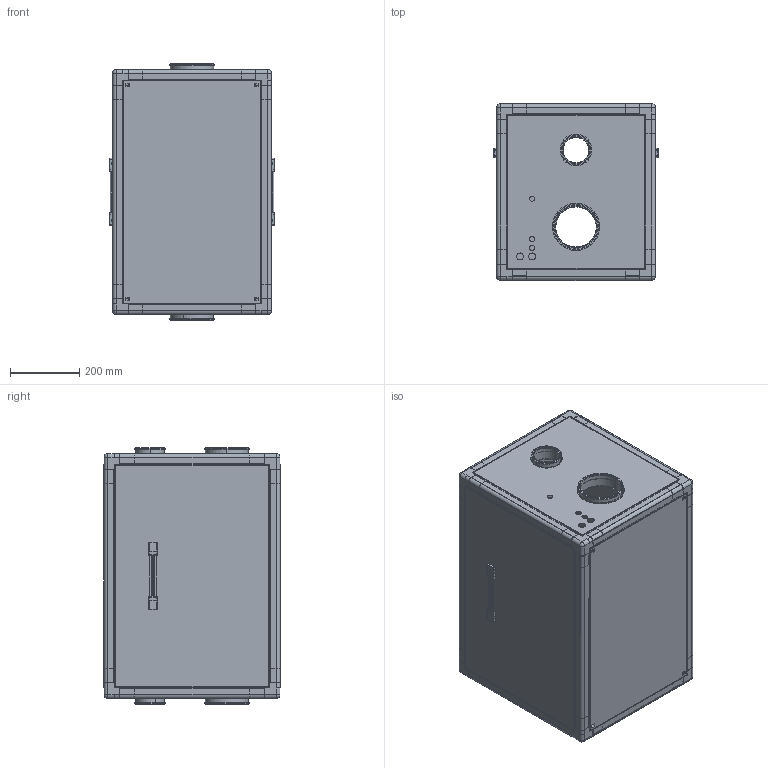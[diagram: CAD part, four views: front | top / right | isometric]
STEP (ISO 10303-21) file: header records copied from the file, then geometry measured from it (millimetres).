
FILE_DESCRIPTION (( 'STEP AP214' ), '1' );
FILE_NAME ('Evodry 30Pro.STEP', '2024-10-29T12:35:05', ( '' ), ( '' ), 'SwSTEP 2.0', 'SolidWorks 2024', '' );
FILE_SCHEMA (( 'AUTOMOTIVE_DESIGN' ));
Length unit declared in the file: millimetre
Products named in the file (13): Arosio Ramverk 30Pro; Stos 80mm; Yttertoppobotten; Stos 125mm; Yttergavel Styrsida; Arosio 25mm 370mm; Arosio 25mm 618.95mm; Evodry 30Pro; Yttergavel; kh38-1013_grepp; Arosio 25mm 420mm; Ytterlucka; Arosio 25mm Hörn
Assembly tree (33 placements, depth 3):
  Evodry 30Pro
    Yttertoppobotten  x2
    Yttergavel Styrsida
    Yttergavel
    Ytterlucka  x2
    Stos 125mm  x2
    Stos 80mm  x2
    kh38-1013_grepp  x2
    Arosio Ramverk 30Pro
      Arosio 25mm Hörn  x8
      Arosio 25mm 370mm  x4
      Arosio 25mm 618.95mm  x4
      Arosio 25mm 420mm  x4
Bounding box: 479.47 x 512.47 x 744.15 mm (x, y, z)
Volume: 3764181.4 mm3; surface area: 5575030.2 mm2
Topology: 50 solids, 50 shells, 1798 faces, 4598 edges, 2972 vertices
Faces by surface type: plane 1250, cylinder 452, bspline 56, cone 24, torus 8, sphere 8
Entity records: 22817 total; most frequent: CARTESIAN_POINT 5527, ORIENTED_EDGE 3452, DIRECTION 3387, EDGE_CURVE 1726, LINE 1213, VECTOR 1213, VERTEX_POINT 1099, AXIS2_PLACEMENT_3D 1087
